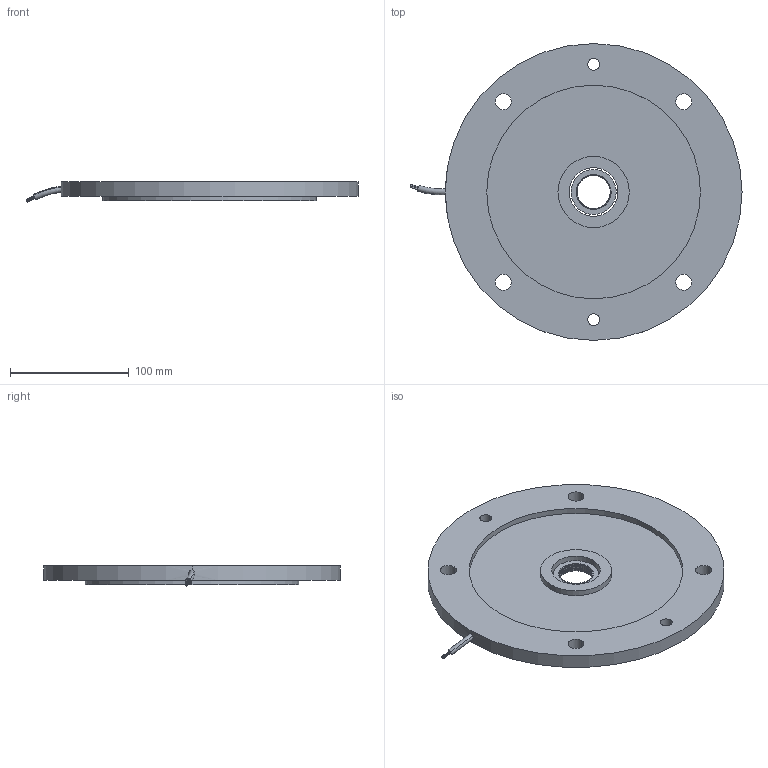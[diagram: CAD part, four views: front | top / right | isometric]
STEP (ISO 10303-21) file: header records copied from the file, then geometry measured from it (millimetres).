
FILE_DESCRIPTION (( 'STEP AP214' ), '1' );
FILE_NAME ('FNCMOB250.STEP', '2023-12-15T13:18:04', ( '' ), ( '' ), 'SwSTEP 2.0', 'SolidWorks 2023', '' );
FILE_SCHEMA (( 'AUTOMOTIVE_DESIGN' ));
Length unit declared in the file: millimetre
Products named in the file (1): FNCMOB250
Bounding box: 279.66 x 250 x 16.92 mm (x, y, z)
Volume: 444499 mm3; surface area: 120501.3 mm2
Topology: 3 solids, 3 shells, 394 faces, 981 edges, 654 vertices
Faces by surface type: plane 180, cylinder 106, cone 106, torus 2
Entity records: 12249 total; most frequent: CARTESIAN_POINT 2803, ORIENTED_EDGE 1962, DIRECTION 1927, EDGE_CURVE 981, AXIS2_PLACEMENT_3D 773, VERTEX_POINT 654, EDGE_LOOP 473, ADVANCED_FACE 394
